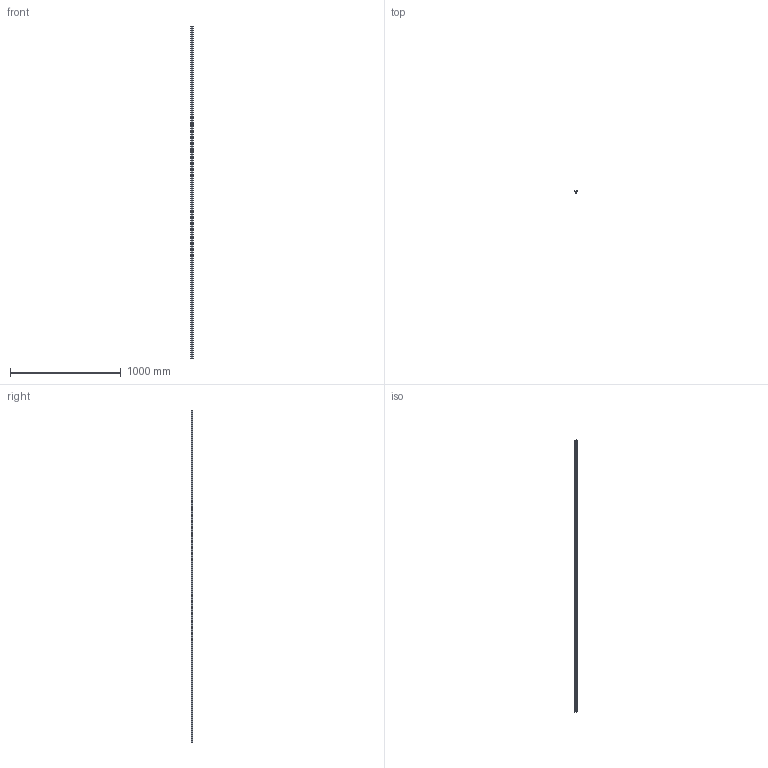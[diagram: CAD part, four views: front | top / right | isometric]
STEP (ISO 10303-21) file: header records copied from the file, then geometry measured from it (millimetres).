
FILE_DESCRIPTION (( 'STEP AP214' ), '1' );
FILE_NAME ('Rexnord-S0768-609113.STEP', '2020-07-09T13:16:57', ( '' ), ( '' ), 'SwSTEP 2.0', 'SolidWorks 2020', '' );
FILE_SCHEMA (( 'AUTOMOTIVE_DESIGN' ));
Length unit declared in the file: millimetre
Products named in the file (1): Rexnord-S0768-609113
Bounding box: 25.4 x 17.5 x 3000 mm (x, y, z)
Volume: 910772.5 mm3; surface area: 455518.8 mm2
Topology: 2 solids, 2 shells, 36 faces, 96 edges, 64 vertices
Faces by surface type: plane 20, cylinder 16
Entity records: 1571 total; most frequent: DIRECTION 202, CARTESIAN_POINT 197, ORIENTED_EDGE 192, EDGE_CURVE 96, AXIS2_PLACEMENT_3D 69, VECTOR 64, VERTEX_POINT 64, LINE 64
